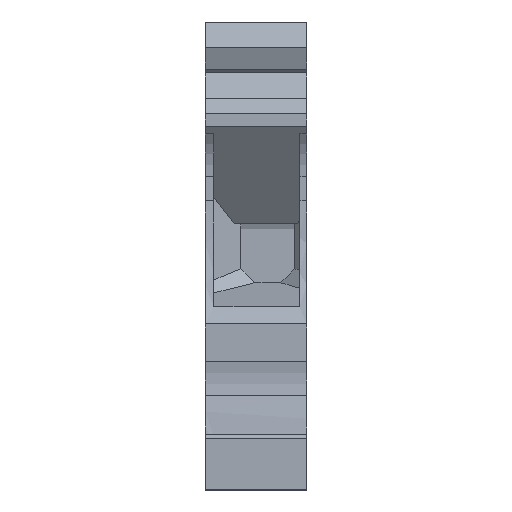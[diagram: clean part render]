
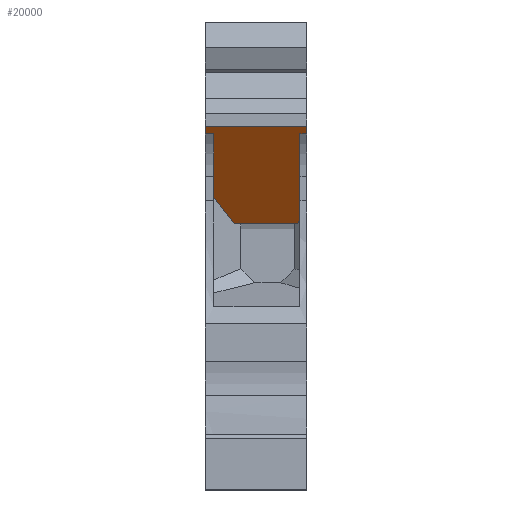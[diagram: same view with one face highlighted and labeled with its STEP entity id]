
A CAD part, front view. The second image highlights one B-rep face of the part: STEP entity #20000.
In plain terms, the highlighted face is planar.
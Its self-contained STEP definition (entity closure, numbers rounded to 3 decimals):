
#2450=CARTESIAN_POINT('',(-23.9,29.576,-10.15));
#2460=VERTEX_POINT('',#2450);
#2490=CARTESIAN_POINT('',(-1.21,0.,
-10.15));
#2500=DIRECTION('',(-0.609,0.793,0.));
#2510=VECTOR('',#2500,1.);
#2520=LINE('',#2490,#2510);
#2530=CARTESIAN_POINT('',(-23.296,28.789,
-10.15));
#2540=VERTEX_POINT('',#2530);
#2550=EDGE_CURVE('',#2540,#2460,#2520,.T.);
#8190=CARTESIAN_POINT('',(-23.296,28.789,
0.));
#8200=VERTEX_POINT('',#8190);
#8230=CARTESIAN_POINT('',(-1.21,0.,
0.));
#8240=DIRECTION('',(0.609,-0.793,0.));
#8250=VECTOR('',#8240,1.);
#8260=LINE('',#8230,#8250);
#8270=CARTESIAN_POINT('',(-23.9,29.576,0.));
#8280=VERTEX_POINT('',#8270);
#8290=EDGE_CURVE('',#8280,#8200,#8260,.T.);
#19310=CARTESIAN_POINT('',(-18.639,22.718,
0.));
#19320=DIRECTION('',(-0.793,-0.609,
0.));
#19330=DIRECTION('',(-0.609,0.793,
0.));
#19340=AXIS2_PLACEMENT_3D('',#19310,#19320,#19330);
#19350=PLANE('',#19340);
#19360=CARTESIAN_POINT('',(-16.413,19.816,
0.));
#19370=DIRECTION('',(0.,0.,-1.));
#19380=VECTOR('',#19370,1.);
#19390=LINE('',#19360,#19380);
#19400=CARTESIAN_POINT('',(-16.413,19.816,
-0.937));
#19410=VERTEX_POINT('',#19400);
#19420=CARTESIAN_POINT('',(-16.413,19.816,
-7.263));
#19430=VERTEX_POINT('',#19420);
#19440=EDGE_CURVE('',#19410,#19430,#19390,.T.);
#19450=ORIENTED_EDGE('',*,*,#19440,.F.);
#19460=CARTESIAN_POINT('',(-1.21,0.,
7.94));
#19470=DIRECTION('',(0.52,-0.678,
0.52));
#19480=VECTOR('',#19470,1.);
#19490=LINE('',#19460,#19480);
#19500=CARTESIAN_POINT('',(-18.45,22.472,
-9.3));
#19510=VERTEX_POINT('',#19500);
#19520=EDGE_CURVE('',#19510,#19430,#19490,.T.);
#19530=ORIENTED_EDGE('',*,*,#19520,.T.);
#19540=CARTESIAN_POINT('',(-1.21,0.,
-9.3));
#19550=DIRECTION('',(0.609,-0.793,0.));
#19560=VECTOR('',#19550,1.);
#19570=LINE('',#19540,#19560);
#19580=CARTESIAN_POINT('',(-23.296,28.789,
-9.3));
#19590=VERTEX_POINT('',#19580);
#19600=EDGE_CURVE('',#19590,#19510,#19570,.T.);
#19610=ORIENTED_EDGE('',*,*,#19600,.T.);
#19620=CARTESIAN_POINT('',(-23.296,28.789,
0.));
#19630=DIRECTION('',(0.,0.,1.));
#19640=VECTOR('',#19630,1.);
#19650=LINE('',#19620,#19640);
#19660=EDGE_CURVE('',#2540,#19590,#19650,.T.);
#19670=ORIENTED_EDGE('',*,*,#19660,.T.);
#19680=ORIENTED_EDGE('',*,*,#2550,.F.);
#19690=CARTESIAN_POINT('',(-23.9,29.576,0.));
#19700=DIRECTION('',(0.,0.,1.));
#19710=VECTOR('',#19700,1.);
#19720=LINE('',#19690,#19710);
#19730=EDGE_CURVE('',#2460,#8280,#19720,.T.);
#19740=ORIENTED_EDGE('',*,*,#19730,.F.);
#19750=ORIENTED_EDGE('',*,*,#8290,.F.);
#19760=CARTESIAN_POINT('',(-23.296,28.789,
0.));
#19770=DIRECTION('',(0.,0.,1.));
#19780=VECTOR('',#19770,1.);
#19790=LINE('',#19760,#19780);
#19800=CARTESIAN_POINT('',(-23.296,28.789,
-0.7));
#19810=VERTEX_POINT('',#19800);
#19820=EDGE_CURVE('',#19810,#8200,#19790,.T.);
#19830=ORIENTED_EDGE('',*,*,#19820,.T.);
#19840=CARTESIAN_POINT('',(-1.21,0.,
-0.7));
#19850=DIRECTION('',(-0.609,0.793,0.));
#19860=VECTOR('',#19850,1.);
#19870=LINE('',#19840,#19860);
#19880=CARTESIAN_POINT('',(-16.65,20.126,
-0.7));
#19890=VERTEX_POINT('',#19880);
#19900=EDGE_CURVE('',#19890,#19810,#19870,.T.);
#19910=ORIENTED_EDGE('',*,*,#19900,.T.);
#19920=CARTESIAN_POINT('',(-1.21,0.,
-16.14));
#19930=DIRECTION('',(0.52,-0.678,
-0.52));
#19940=VECTOR('',#19930,1.);
#19950=LINE('',#19920,#19940);
#19960=EDGE_CURVE('',#19890,#19410,#19950,.T.);
#19970=ORIENTED_EDGE('',*,*,#19960,.F.);
#19980=EDGE_LOOP('',(#19970,#19910,#19830,#19750,#19740,#19680,#19670,
#19610,#19530,#19450));
#19990=FACE_OUTER_BOUND('',#19980,.T.);
#20000=ADVANCED_FACE('',(#19990),#19350,.T.);
